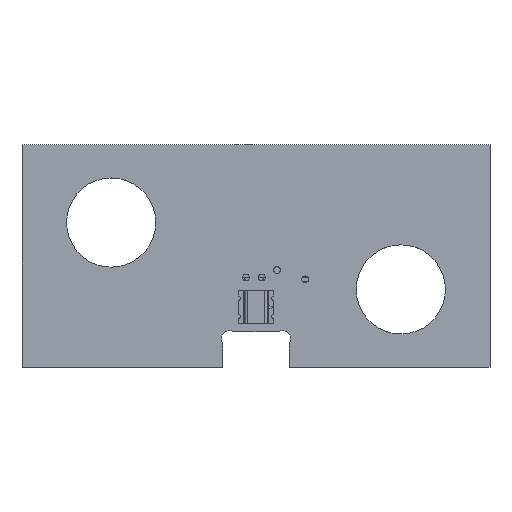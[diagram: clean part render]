
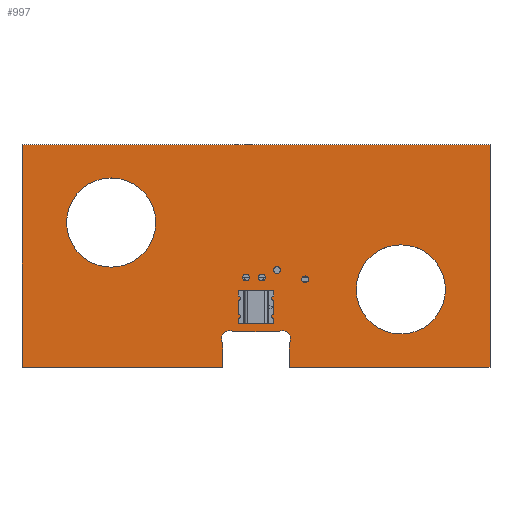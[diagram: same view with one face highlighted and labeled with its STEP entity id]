
A CAD part, top view. The second image highlights one B-rep face of the part: STEP entity #997.
In plain terms, the highlighted planar face has unit normal (0, 0, 1).
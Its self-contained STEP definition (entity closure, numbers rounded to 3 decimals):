
#997=ADVANCED_FACE('',(#2684,#2685,#2686,#2687,#2688,#2689,#2690),#2691,.T.);
#2684=FACE_OUTER_BOUND('',#5118,.T.);
#2685=FACE_BOUND('',#5119,.T.);
#2686=FACE_BOUND('',#5120,.T.);
#2687=FACE_BOUND('',#5121,.T.);
#2688=FACE_BOUND('',#5122,.T.);
#2689=FACE_BOUND('',#5123,.T.);
#2690=FACE_BOUND('',#5124,.T.);
#2691=PLANE('',#5125);
#5118=EDGE_LOOP('',(#7800,#7801,#7802,#7803,#7804,#7805,#7806,#7807,#7808,#7809));
#5119=EDGE_LOOP('',(#7810));
#5120=EDGE_LOOP('',(#7811));
#5121=EDGE_LOOP('',(#7812));
#5122=EDGE_LOOP('',(#7813));
#5123=EDGE_LOOP('',(#7814));
#5124=EDGE_LOOP('',(#7815));
#5125=AXIS2_PLACEMENT_3D('',#7816,#7817,#7818);
#7800=ORIENTED_EDGE('',*,*,#15614,.T.);
#7801=ORIENTED_EDGE('',*,*,#15615,.T.);
#7802=ORIENTED_EDGE('',*,*,#15616,.T.);
#7803=ORIENTED_EDGE('',*,*,#15617,.T.);
#7804=ORIENTED_EDGE('',*,*,#15618,.T.);
#7805=ORIENTED_EDGE('',*,*,#15619,.T.);
#7806=ORIENTED_EDGE('',*,*,#15620,.T.);
#7807=ORIENTED_EDGE('',*,*,#15621,.T.);
#7808=ORIENTED_EDGE('',*,*,#15622,.T.);
#7809=ORIENTED_EDGE('',*,*,#15623,.T.);
#7810=ORIENTED_EDGE('',*,*,#15624,.T.);
#7811=ORIENTED_EDGE('',*,*,#15625,.T.);
#7812=ORIENTED_EDGE('',*,*,#15612,.T.);
#7813=ORIENTED_EDGE('',*,*,#15609,.T.);
#7814=ORIENTED_EDGE('',*,*,#15606,.T.);
#7815=ORIENTED_EDGE('',*,*,#15603,.T.);
#7816=CARTESIAN_POINT('',(0.,-0.129,1.466));
#7817=DIRECTION('',(0.,0.,1.0));
#7818=DIRECTION('',(1.0,0.0,0.));
#15603=EDGE_CURVE('',#18756,#18756,#18757,.T.);
#15606=EDGE_CURVE('',#18761,#18761,#18762,.T.);
#15609=EDGE_CURVE('',#18766,#18766,#18767,.T.);
#15612=EDGE_CURVE('',#18771,#18771,#18772,.T.);
#15614=EDGE_CURVE('',#18774,#18775,#18776,.T.);
#15615=EDGE_CURVE('',#18775,#18777,#18778,.T.);
#15616=EDGE_CURVE('',#18777,#18779,#18780,.T.);
#15617=EDGE_CURVE('',#18779,#18781,#18782,.T.);
#15618=EDGE_CURVE('',#18781,#18783,#18784,.T.);
#15619=EDGE_CURVE('',#18783,#18785,#18786,.T.);
#15620=EDGE_CURVE('',#18785,#18787,#18788,.T.);
#15621=EDGE_CURVE('',#18787,#18789,#18790,.T.);
#15622=EDGE_CURVE('',#18789,#18791,#18792,.T.);
#15623=EDGE_CURVE('',#18791,#18774,#18793,.T.);
#15624=EDGE_CURVE('',#18794,#18794,#18795,.T.);
#15625=EDGE_CURVE('',#18796,#18796,#18797,.T.);
#18756=VERTEX_POINT('',#23466);
#18757=CIRCLE('',#23467,0.152);
#18761=VERTEX_POINT('',#23471);
#18762=CIRCLE('',#23472,0.152);
#18766=VERTEX_POINT('',#23476);
#18767=CIRCLE('',#23477,0.152);
#18771=VERTEX_POINT('',#23481);
#18772=CIRCLE('',#23482,0.152);
#18774=VERTEX_POINT('',#23484);
#18775=VERTEX_POINT('',#23485);
#18776=LINE('',#23486,#23487);
#18777=VERTEX_POINT('',#23488);
#18778=LINE('',#23489,#23490);
#18779=VERTEX_POINT('',#23491);
#18780=LINE('',#23492,#23493);
#18781=VERTEX_POINT('',#23494);
#18782=CIRCLE('',#23495,0.366);
#18783=VERTEX_POINT('',#23496);
#18784=LINE('',#23497,#23498);
#18785=VERTEX_POINT('',#23499);
#18786=CIRCLE('',#23500,0.366);
#18787=VERTEX_POINT('',#23501);
#18788=LINE('',#23502,#23503);
#18789=VERTEX_POINT('',#23504);
#18790=LINE('',#23505,#23506);
#18791=VERTEX_POINT('',#23507);
#18792=LINE('',#23508,#23509);
#18793=LINE('',#23510,#23511);
#18794=VERTEX_POINT('',#23512);
#18795=CIRCLE('',#23513,2.);
#18796=VERTEX_POINT('',#23514);
#18797=CIRCLE('',#23515,2.);
#23466=CARTESIAN_POINT('',(2.052,-1.049,1.466));
#23467=AXIS2_PLACEMENT_3D('',#30219,#30220,#30221);
#23471=CARTESIAN_POINT('',(0.112,-0.965,1.466));
#23472=AXIS2_PLACEMENT_3D('',#30225,#30226,#30227);
#23476=CARTESIAN_POINT('',(0.787,-0.635,1.466));
#23477=AXIS2_PLACEMENT_3D('',#30231,#30232,#30233);
#23481=CARTESIAN_POINT('',(-0.599,-0.965,1.466));
#23482=AXIS2_PLACEMENT_3D('',#30237,#30238,#30239);
#23484=CARTESIAN_POINT('',(-10.5,5.0,1.466));
#23485=CARTESIAN_POINT('',(-10.5,-5.0,1.466));
#23486=CARTESIAN_POINT('',(-10.5,0.0,1.466));
#23487=VECTOR('',#30240,1.0);
#23488=CARTESIAN_POINT('',(-1.5,-5.0,1.466));
#23489=CARTESIAN_POINT('',(-6.0,-5.0,1.466));
#23490=VECTOR('',#30241,1.0);
#23491=CARTESIAN_POINT('',(-1.5,-3.9,1.466));
#23492=CARTESIAN_POINT('',(-1.5,-4.45,1.466));
#23493=VECTOR('',#30242,1.0);
#23494=CARTESIAN_POINT('',(-1.0,-3.4,1.466));
#23495=AXIS2_PLACEMENT_3D('',#30243,#30244,#30245);
#23496=CARTESIAN_POINT('',(1.0,-3.4,1.466));
#23497=CARTESIAN_POINT('',(0.0,-3.4,1.466));
#23498=VECTOR('',#30246,1.0);
#23499=CARTESIAN_POINT('',(1.5,-3.9,1.466));
#23500=AXIS2_PLACEMENT_3D('',#30247,#30248,#30249);
#23501=CARTESIAN_POINT('',(1.5,-5.0,1.466));
#23502=CARTESIAN_POINT('',(1.5,-4.45,1.466));
#23503=VECTOR('',#30250,1.0);
#23504=CARTESIAN_POINT('',(10.5,-5.0,1.466));
#23505=CARTESIAN_POINT('',(6.0,-5.0,1.466));
#23506=VECTOR('',#30251,1.0);
#23507=CARTESIAN_POINT('',(10.5,5.0,1.466));
#23508=CARTESIAN_POINT('',(10.5,0.0,1.466));
#23509=VECTOR('',#30252,1.0);
#23510=CARTESIAN_POINT('',(0.0,5.0,1.466));
#23511=VECTOR('',#30253,1.0);
#23512=CARTESIAN_POINT('',(-8.5,1.5,1.466));
#23513=AXIS2_PLACEMENT_3D('',#30254,#30255,#30256);
#23514=CARTESIAN_POINT('',(4.5,-1.5,1.466));
#23515=AXIS2_PLACEMENT_3D('',#30257,#30258,#30259);
#30219=CARTESIAN_POINT('',(2.205,-1.049,1.466));
#30220=DIRECTION('',(0.,0.,-1.0));
#30221=DIRECTION('',(1.0,0.,0.));
#30225=CARTESIAN_POINT('',(0.264,-0.965,1.466));
#30226=DIRECTION('',(0.,0.,-1.0));
#30227=DIRECTION('',(1.0,0.,0.));
#30231=CARTESIAN_POINT('',(0.94,-0.635,1.466));
#30232=DIRECTION('',(0.,0.,-1.0));
#30233=DIRECTION('',(1.0,0.,0.));
#30237=CARTESIAN_POINT('',(-0.447,-0.965,1.466));
#30238=DIRECTION('',(0.,0.,-1.0));
#30239=DIRECTION('',(1.0,0.,0.));
#30240=DIRECTION('',(0.0,-1.0,0.0));
#30241=DIRECTION('',(1.0,0.0,0.0));
#30242=DIRECTION('',(0.0,1.0,0.0));
#30243=CARTESIAN_POINT('',(-1.183,-3.717,1.466));
#30244=DIRECTION('',(-0.0,0.0,-1.0));
#30245=DIRECTION('',(-0.866,-0.5,0.0));
#30246=DIRECTION('',(1.0,0.0,0.0));
#30247=CARTESIAN_POINT('',(1.183,-3.717,1.466));
#30248=DIRECTION('',(0.0,0.0,-1.0));
#30249=DIRECTION('',(-0.5,0.866,0.0));
#30250=DIRECTION('',(0.0,-1.0,0.0));
#30251=DIRECTION('',(1.0,0.0,0.0));
#30252=DIRECTION('',(0.0,1.0,0.0));
#30253=DIRECTION('',(-1.0,0.0,0.0));
#30254=CARTESIAN_POINT('',(-6.5,1.5,1.466));
#30255=DIRECTION('',(0.,0.,-1.0));
#30256=DIRECTION('',(1.0,0.,0.));
#30257=CARTESIAN_POINT('',(6.5,-1.5,1.466));
#30258=DIRECTION('',(0.,0.,-1.0));
#30259=DIRECTION('',(1.0,0.,0.));
